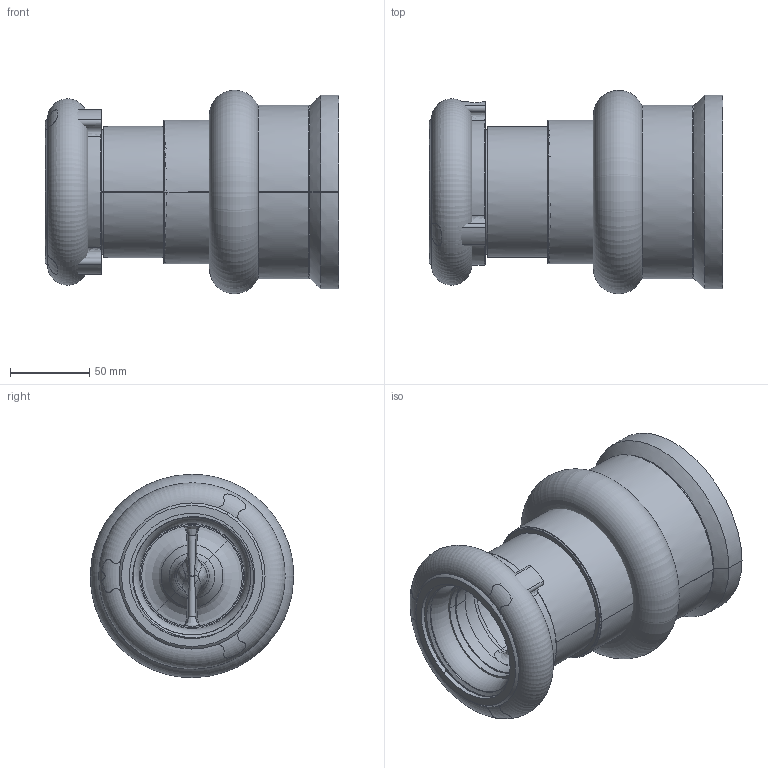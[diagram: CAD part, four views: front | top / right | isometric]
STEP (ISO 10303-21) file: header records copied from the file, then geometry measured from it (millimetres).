
FILE_DESCRIPTION((''),'2;1');
FILE_NAME('D45411_SW0001','2012-05-15T',('jhabe'),(''),'PRO/ENGINEER BY PARAMETRIC TECHNOLOGY CORPORATION, 2011310','PRO/ENGINEER BY PARAMETRIC TECHNOLOGY CORPORATION, 2011310','');
FILE_SCHEMA(('CONFIG_CONTROL_DESIGN'));
Products named in the file (1): D45411_SW0001
Bounding box: 185.32 x 128.21 x 128.21 mm (x, y, z)
Surface area: 311915.9 mm2 (no closed solid volume)
Topology: 0 solids, 0 shells, 319 faces, 1581 edges, 1568 vertices
Faces by surface type: bspline 299, torus 19, sphere 1
Entity records: 85235 total; most frequent: CARTESIAN_POINT 72345, DIRECTION 1830, DEFINITIONAL_REPRESENTATION 1559, PCURVE 1559, COMPOSITE_CURVE_SEGMENT 1559, TRIMMED_CURVE 1481, VECTOR 1172, LINE 1172
